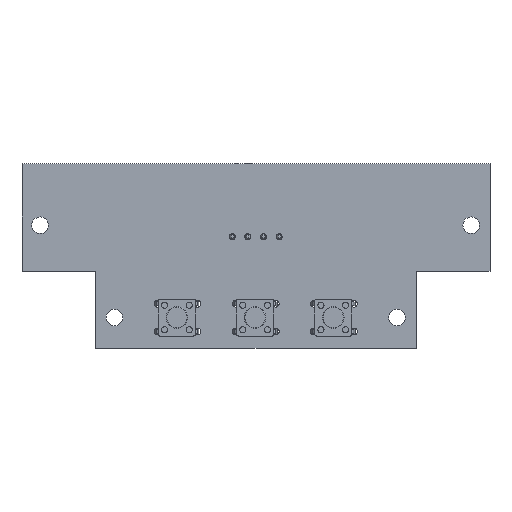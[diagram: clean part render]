
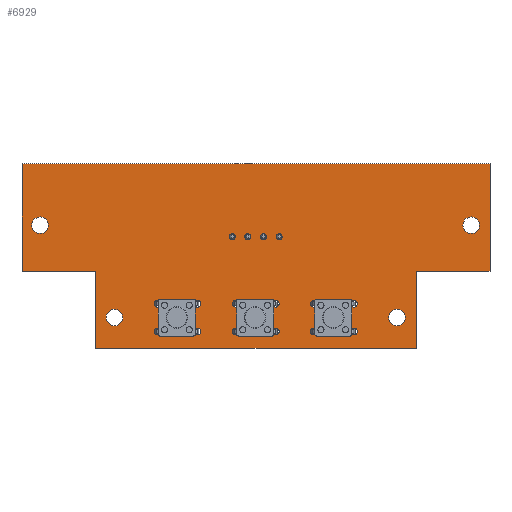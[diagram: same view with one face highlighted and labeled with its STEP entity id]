
A CAD part, top view. The second image highlights one B-rep face of the part: STEP entity #6929.
In plain terms, the highlighted planar face has unit normal (0, 0, 1).
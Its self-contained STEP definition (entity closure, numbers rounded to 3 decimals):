
#6565 = VERTEX_POINT('',#6566);
#6566 = CARTESIAN_POINT('',(139.5,-40.,1.6));
#6572 = EDGE_CURVE('',#6565,#6573,#6575,.T.);
#6573 = VERTEX_POINT('',#6574);
#6574 = CARTESIAN_POINT('',(127.5,-40.,1.6));
#6575 = LINE('',#6576,#6577);
#6576 = CARTESIAN_POINT('',(139.5,-40.,1.6));
#6577 = VECTOR('',#6578,1.);
#6578 = DIRECTION('',(-1.,0.,0.));
#6605 = VERTEX_POINT('',#6606);
#6606 = CARTESIAN_POINT('',(139.5,-22.5,1.6));
#6612 = EDGE_CURVE('',#6605,#6565,#6613,.T.);
#6613 = LINE('',#6614,#6615);
#6614 = CARTESIAN_POINT('',(139.5,-22.5,1.6));
#6615 = VECTOR('',#6616,1.);
#6616 = DIRECTION('',(0.,-1.,0.));
#6634 = EDGE_CURVE('',#6573,#6635,#6637,.T.);
#6635 = VERTEX_POINT('',#6636);
#6636 = CARTESIAN_POINT('',(127.5,-52.5,1.6));
#6637 = LINE('',#6638,#6639);
#6638 = CARTESIAN_POINT('',(127.5,-40.,1.6));
#6639 = VECTOR('',#6640,1.);
#6640 = DIRECTION('',(0.,-1.,0.));
#6929 = ADVANCED_FACE('',(#6930,#6973,#6984,#6995,#7006,#7017,#7028,
    #7039,#7050,#7061,#7072,#7083,#7094,#7105,#7116,#7127,#7138,#7149,
    #7160,#7171,#7182),#7193,.T.);
#6930 = FACE_BOUND('',#6931,.T.);
#6931 = EDGE_LOOP('',(#6932,#6933,#6934,#6942,#6950,#6958,#6966,#6972));
#6932 = ORIENTED_EDGE('',*,*,#6572,.F.);
#6933 = ORIENTED_EDGE('',*,*,#6612,.F.);
#6934 = ORIENTED_EDGE('',*,*,#6935,.F.);
#6935 = EDGE_CURVE('',#6936,#6605,#6938,.T.);
#6936 = VERTEX_POINT('',#6937);
#6937 = CARTESIAN_POINT('',(63.5,-22.5,1.6));
#6938 = LINE('',#6939,#6940);
#6939 = CARTESIAN_POINT('',(63.5,-22.5,1.6));
#6940 = VECTOR('',#6941,1.);
#6941 = DIRECTION('',(1.,0.,0.));
#6942 = ORIENTED_EDGE('',*,*,#6943,.F.);
#6943 = EDGE_CURVE('',#6944,#6936,#6946,.T.);
#6944 = VERTEX_POINT('',#6945);
#6945 = CARTESIAN_POINT('',(63.5,-40.,1.6));
#6946 = LINE('',#6947,#6948);
#6947 = CARTESIAN_POINT('',(63.5,-40.,1.6));
#6948 = VECTOR('',#6949,1.);
#6949 = DIRECTION('',(0.,1.,0.));
#6950 = ORIENTED_EDGE('',*,*,#6951,.F.);
#6951 = EDGE_CURVE('',#6952,#6944,#6954,.T.);
#6952 = VERTEX_POINT('',#6953);
#6953 = CARTESIAN_POINT('',(75.5,-40.,1.6));
#6954 = LINE('',#6955,#6956);
#6955 = CARTESIAN_POINT('',(75.5,-40.,1.6));
#6956 = VECTOR('',#6957,1.);
#6957 = DIRECTION('',(-1.,0.,0.));
#6958 = ORIENTED_EDGE('',*,*,#6959,.F.);
#6959 = EDGE_CURVE('',#6960,#6952,#6962,.T.);
#6960 = VERTEX_POINT('',#6961);
#6961 = CARTESIAN_POINT('',(75.5,-52.5,1.6));
#6962 = LINE('',#6963,#6964);
#6963 = CARTESIAN_POINT('',(75.5,-52.5,1.6));
#6964 = VECTOR('',#6965,1.);
#6965 = DIRECTION('',(0.,1.,0.));
#6966 = ORIENTED_EDGE('',*,*,#6967,.F.);
#6967 = EDGE_CURVE('',#6635,#6960,#6968,.T.);
#6968 = LINE('',#6969,#6970);
#6969 = CARTESIAN_POINT('',(127.5,-52.5,1.6));
#6970 = VECTOR('',#6971,1.);
#6971 = DIRECTION('',(-1.,0.,0.));
#6972 = ORIENTED_EDGE('',*,*,#6634,.F.);
#6973 = FACE_BOUND('',#6974,.T.);
#6974 = EDGE_LOOP('',(#6975));
#6975 = ORIENTED_EDGE('',*,*,#6976,.T.);
#6976 = EDGE_CURVE('',#6977,#6977,#6979,.T.);
#6977 = VERTEX_POINT('',#6978);
#6978 = CARTESIAN_POINT('',(78.5,-48.85,1.6));
#6979 = CIRCLE('',#6980,1.35);
#6980 = AXIS2_PLACEMENT_3D('',#6981,#6982,#6983);
#6981 = CARTESIAN_POINT('',(78.5,-47.5,1.6));
#6982 = DIRECTION('',(-0.,0.,-1.));
#6983 = DIRECTION('',(-0.,-1.,0.));
#6984 = FACE_BOUND('',#6985,.T.);
#6985 = EDGE_LOOP('',(#6986));
#6986 = ORIENTED_EDGE('',*,*,#6987,.T.);
#6987 = EDGE_CURVE('',#6988,#6988,#6990,.T.);
#6988 = VERTEX_POINT('',#6989);
#6989 = CARTESIAN_POINT('',(85.5,-50.3,1.6));
#6990 = CIRCLE('',#6991,0.55);
#6991 = AXIS2_PLACEMENT_3D('',#6992,#6993,#6994);
#6992 = CARTESIAN_POINT('',(85.5,-49.75,1.6));
#6993 = DIRECTION('',(-0.,0.,-1.));
#6994 = DIRECTION('',(-0.,-1.,0.));
#6995 = FACE_BOUND('',#6996,.T.);
#6996 = EDGE_LOOP('',(#6997));
#6997 = ORIENTED_EDGE('',*,*,#6998,.T.);
#6998 = EDGE_CURVE('',#6999,#6999,#7001,.T.);
#6999 = VERTEX_POINT('',#7000);
#7000 = CARTESIAN_POINT('',(92.,-50.3,1.6));
#7001 = CIRCLE('',#7002,0.55);
#7002 = AXIS2_PLACEMENT_3D('',#7003,#7004,#7005);
#7003 = CARTESIAN_POINT('',(92.,-49.75,1.6));
#7004 = DIRECTION('',(-0.,0.,-1.));
#7005 = DIRECTION('',(-0.,-1.,0.));
#7006 = FACE_BOUND('',#7007,.T.);
#7007 = EDGE_LOOP('',(#7008));
#7008 = ORIENTED_EDGE('',*,*,#7009,.T.);
#7009 = EDGE_CURVE('',#7010,#7010,#7012,.T.);
#7010 = VERTEX_POINT('',#7011);
#7011 = CARTESIAN_POINT('',(98.2,-50.3,1.6));
#7012 = CIRCLE('',#7013,0.55);
#7013 = AXIS2_PLACEMENT_3D('',#7014,#7015,#7016);
#7014 = CARTESIAN_POINT('',(98.2,-49.75,1.6));
#7015 = DIRECTION('',(-0.,0.,-1.));
#7016 = DIRECTION('',(-0.,-1.,0.));
#7017 = FACE_BOUND('',#7018,.T.);
#7018 = EDGE_LOOP('',(#7019));
#7019 = ORIENTED_EDGE('',*,*,#7020,.T.);
#7020 = EDGE_CURVE('',#7021,#7021,#7023,.T.);
#7021 = VERTEX_POINT('',#7022);
#7022 = CARTESIAN_POINT('',(85.5,-45.8,1.6));
#7023 = CIRCLE('',#7024,0.55);
#7024 = AXIS2_PLACEMENT_3D('',#7025,#7026,#7027);
#7025 = CARTESIAN_POINT('',(85.5,-45.25,1.6));
#7026 = DIRECTION('',(-0.,0.,-1.));
#7027 = DIRECTION('',(-0.,-1.,0.));
#7028 = FACE_BOUND('',#7029,.T.);
#7029 = EDGE_LOOP('',(#7030));
#7030 = ORIENTED_EDGE('',*,*,#7031,.T.);
#7031 = EDGE_CURVE('',#7032,#7032,#7034,.T.);
#7032 = VERTEX_POINT('',#7033);
#7033 = CARTESIAN_POINT('',(92.,-45.8,1.6));
#7034 = CIRCLE('',#7035,0.55);
#7035 = AXIS2_PLACEMENT_3D('',#7036,#7037,#7038);
#7036 = CARTESIAN_POINT('',(92.,-45.25,1.6));
#7037 = DIRECTION('',(-0.,0.,-1.));
#7038 = DIRECTION('',(-0.,-1.,0.));
#7039 = FACE_BOUND('',#7040,.T.);
#7040 = EDGE_LOOP('',(#7041));
#7041 = ORIENTED_EDGE('',*,*,#7042,.T.);
#7042 = EDGE_CURVE('',#7043,#7043,#7045,.T.);
#7043 = VERTEX_POINT('',#7044);
#7044 = CARTESIAN_POINT('',(98.2,-45.8,1.6));
#7045 = CIRCLE('',#7046,0.55);
#7046 = AXIS2_PLACEMENT_3D('',#7047,#7048,#7049);
#7047 = CARTESIAN_POINT('',(98.2,-45.25,1.6));
#7048 = DIRECTION('',(-0.,0.,-1.));
#7049 = DIRECTION('',(-0.,-1.,0.));
#7050 = FACE_BOUND('',#7051,.T.);
#7051 = EDGE_LOOP('',(#7052));
#7052 = ORIENTED_EDGE('',*,*,#7053,.T.);
#7053 = EDGE_CURVE('',#7054,#7054,#7056,.T.);
#7054 = VERTEX_POINT('',#7055);
#7055 = CARTESIAN_POINT('',(104.7,-50.3,1.6));
#7056 = CIRCLE('',#7057,0.55);
#7057 = AXIS2_PLACEMENT_3D('',#7058,#7059,#7060);
#7058 = CARTESIAN_POINT('',(104.7,-49.75,1.6));
#7059 = DIRECTION('',(-0.,0.,-1.));
#7060 = DIRECTION('',(-0.,-1.,0.));
#7061 = FACE_BOUND('',#7062,.T.);
#7062 = EDGE_LOOP('',(#7063));
#7063 = ORIENTED_EDGE('',*,*,#7064,.T.);
#7064 = EDGE_CURVE('',#7065,#7065,#7067,.T.);
#7065 = VERTEX_POINT('',#7066);
#7066 = CARTESIAN_POINT('',(110.9,-50.3,1.6));
#7067 = CIRCLE('',#7068,0.55);
#7068 = AXIS2_PLACEMENT_3D('',#7069,#7070,#7071);
#7069 = CARTESIAN_POINT('',(110.9,-49.75,1.6));
#7070 = DIRECTION('',(-0.,0.,-1.));
#7071 = DIRECTION('',(-0.,-1.,0.));
#7072 = FACE_BOUND('',#7073,.T.);
#7073 = EDGE_LOOP('',(#7074));
#7074 = ORIENTED_EDGE('',*,*,#7075,.T.);
#7075 = EDGE_CURVE('',#7076,#7076,#7078,.T.);
#7076 = VERTEX_POINT('',#7077);
#7077 = CARTESIAN_POINT('',(117.4,-50.3,1.6));
#7078 = CIRCLE('',#7079,0.55);
#7079 = AXIS2_PLACEMENT_3D('',#7080,#7081,#7082);
#7080 = CARTESIAN_POINT('',(117.4,-49.75,1.6));
#7081 = DIRECTION('',(-0.,0.,-1.));
#7082 = DIRECTION('',(-0.,-1.,0.));
#7083 = FACE_BOUND('',#7084,.T.);
#7084 = EDGE_LOOP('',(#7085));
#7085 = ORIENTED_EDGE('',*,*,#7086,.T.);
#7086 = EDGE_CURVE('',#7087,#7087,#7089,.T.);
#7087 = VERTEX_POINT('',#7088);
#7088 = CARTESIAN_POINT('',(124.4,-48.85,1.6));
#7089 = CIRCLE('',#7090,1.35);
#7090 = AXIS2_PLACEMENT_3D('',#7091,#7092,#7093);
#7091 = CARTESIAN_POINT('',(124.4,-47.5,1.6));
#7092 = DIRECTION('',(-0.,0.,-1.));
#7093 = DIRECTION('',(-0.,-1.,0.));
#7094 = FACE_BOUND('',#7095,.T.);
#7095 = EDGE_LOOP('',(#7096));
#7096 = ORIENTED_EDGE('',*,*,#7097,.T.);
#7097 = EDGE_CURVE('',#7098,#7098,#7100,.T.);
#7098 = VERTEX_POINT('',#7099);
#7099 = CARTESIAN_POINT('',(104.7,-45.8,1.6));
#7100 = CIRCLE('',#7101,0.55);
#7101 = AXIS2_PLACEMENT_3D('',#7102,#7103,#7104);
#7102 = CARTESIAN_POINT('',(104.7,-45.25,1.6));
#7103 = DIRECTION('',(-0.,0.,-1.));
#7104 = DIRECTION('',(-0.,-1.,0.));
#7105 = FACE_BOUND('',#7106,.T.);
#7106 = EDGE_LOOP('',(#7107));
#7107 = ORIENTED_EDGE('',*,*,#7108,.T.);
#7108 = EDGE_CURVE('',#7109,#7109,#7111,.T.);
#7109 = VERTEX_POINT('',#7110);
#7110 = CARTESIAN_POINT('',(110.9,-45.8,1.6));
#7111 = CIRCLE('',#7112,0.55);
#7112 = AXIS2_PLACEMENT_3D('',#7113,#7114,#7115);
#7113 = CARTESIAN_POINT('',(110.9,-45.25,1.6));
#7114 = DIRECTION('',(-0.,0.,-1.));
#7115 = DIRECTION('',(-0.,-1.,0.));
#7116 = FACE_BOUND('',#7117,.T.);
#7117 = EDGE_LOOP('',(#7118));
#7118 = ORIENTED_EDGE('',*,*,#7119,.T.);
#7119 = EDGE_CURVE('',#7120,#7120,#7122,.T.);
#7120 = VERTEX_POINT('',#7121);
#7121 = CARTESIAN_POINT('',(117.4,-45.8,1.6));
#7122 = CIRCLE('',#7123,0.55);
#7123 = AXIS2_PLACEMENT_3D('',#7124,#7125,#7126);
#7124 = CARTESIAN_POINT('',(117.4,-45.25,1.6));
#7125 = DIRECTION('',(-0.,0.,-1.));
#7126 = DIRECTION('',(-0.,-1.,0.));
#7127 = FACE_BOUND('',#7128,.T.);
#7128 = EDGE_LOOP('',(#7129));
#7129 = ORIENTED_EDGE('',*,*,#7130,.T.);
#7130 = EDGE_CURVE('',#7131,#7131,#7133,.T.);
#7131 = VERTEX_POINT('',#7132);
#7132 = CARTESIAN_POINT('',(66.45,-33.85,1.6));
#7133 = CIRCLE('',#7134,1.35);
#7134 = AXIS2_PLACEMENT_3D('',#7135,#7136,#7137);
#7135 = CARTESIAN_POINT('',(66.45,-32.5,1.6));
#7136 = DIRECTION('',(-0.,0.,-1.));
#7137 = DIRECTION('',(0.,-1.,-0.));
#7138 = FACE_BOUND('',#7139,.T.);
#7139 = EDGE_LOOP('',(#7140));
#7140 = ORIENTED_EDGE('',*,*,#7141,.T.);
#7141 = EDGE_CURVE('',#7142,#7142,#7144,.T.);
#7142 = VERTEX_POINT('',#7143);
#7143 = CARTESIAN_POINT('',(97.63,-34.875,1.6));
#7144 = CIRCLE('',#7145,0.5);
#7145 = AXIS2_PLACEMENT_3D('',#7146,#7147,#7148);
#7146 = CARTESIAN_POINT('',(97.63,-34.375,1.6));
#7147 = DIRECTION('',(-0.,0.,-1.));
#7148 = DIRECTION('',(-0.,-1.,0.));
#7149 = FACE_BOUND('',#7150,.T.);
#7150 = EDGE_LOOP('',(#7151));
#7151 = ORIENTED_EDGE('',*,*,#7152,.T.);
#7152 = EDGE_CURVE('',#7153,#7153,#7155,.T.);
#7153 = VERTEX_POINT('',#7154);
#7154 = CARTESIAN_POINT('',(100.17,-34.875,1.6));
#7155 = CIRCLE('',#7156,0.5);
#7156 = AXIS2_PLACEMENT_3D('',#7157,#7158,#7159);
#7157 = CARTESIAN_POINT('',(100.17,-34.375,1.6));
#7158 = DIRECTION('',(-0.,0.,-1.));
#7159 = DIRECTION('',(-0.,-1.,0.));
#7160 = FACE_BOUND('',#7161,.T.);
#7161 = EDGE_LOOP('',(#7162));
#7162 = ORIENTED_EDGE('',*,*,#7163,.T.);
#7163 = EDGE_CURVE('',#7164,#7164,#7166,.T.);
#7164 = VERTEX_POINT('',#7165);
#7165 = CARTESIAN_POINT('',(102.71,-34.875,1.6));
#7166 = CIRCLE('',#7167,0.5);
#7167 = AXIS2_PLACEMENT_3D('',#7168,#7169,#7170);
#7168 = CARTESIAN_POINT('',(102.71,-34.375,1.6));
#7169 = DIRECTION('',(-0.,0.,-1.));
#7170 = DIRECTION('',(-0.,-1.,0.));
#7171 = FACE_BOUND('',#7172,.T.);
#7172 = EDGE_LOOP('',(#7173));
#7173 = ORIENTED_EDGE('',*,*,#7174,.T.);
#7174 = EDGE_CURVE('',#7175,#7175,#7177,.T.);
#7175 = VERTEX_POINT('',#7176);
#7176 = CARTESIAN_POINT('',(105.25,-34.875,1.6));
#7177 = CIRCLE('',#7178,0.5);
#7178 = AXIS2_PLACEMENT_3D('',#7179,#7180,#7181);
#7179 = CARTESIAN_POINT('',(105.25,-34.375,1.6));
#7180 = DIRECTION('',(-0.,0.,-1.));
#7181 = DIRECTION('',(-0.,-1.,0.));
#7182 = FACE_BOUND('',#7183,.T.);
#7183 = EDGE_LOOP('',(#7184));
#7184 = ORIENTED_EDGE('',*,*,#7185,.T.);
#7185 = EDGE_CURVE('',#7186,#7186,#7188,.T.);
#7186 = VERTEX_POINT('',#7187);
#7187 = CARTESIAN_POINT('',(136.45,-33.85,1.6));
#7188 = CIRCLE('',#7189,1.35);
#7189 = AXIS2_PLACEMENT_3D('',#7190,#7191,#7192);
#7190 = CARTESIAN_POINT('',(136.45,-32.5,1.6));
#7191 = DIRECTION('',(-0.,0.,-1.));
#7192 = DIRECTION('',(-0.,-1.,0.));
#7193 = PLANE('',#7194);
#7194 = AXIS2_PLACEMENT_3D('',#7195,#7196,#7197);
#7195 = CARTESIAN_POINT('',(0.,0.,1.6));
#7196 = DIRECTION('',(0.,0.,1.));
#7197 = DIRECTION('',(1.,0.,-0.));
